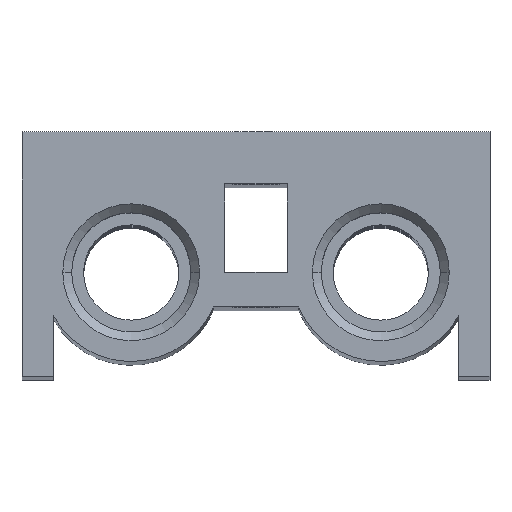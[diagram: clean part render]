
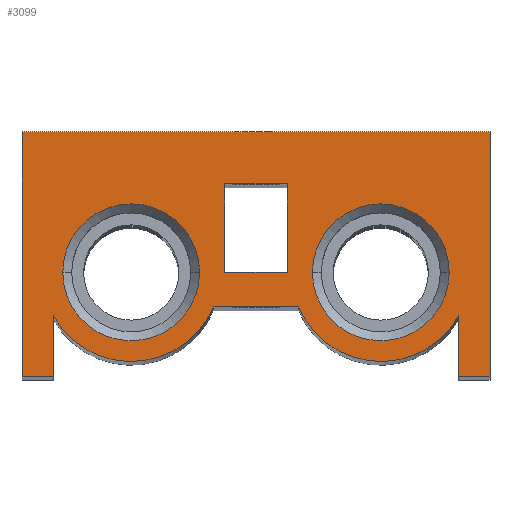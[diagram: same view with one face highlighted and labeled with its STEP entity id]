
A CAD part, top view. The second image highlights one B-rep face of the part: STEP entity #3099.
In plain terms, the highlighted planar face has unit normal (0, 0, 1).
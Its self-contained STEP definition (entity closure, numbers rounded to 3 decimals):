
#41 = LINE ( 'NONE', #4807, #5832 ) ;
#62 = VERTEX_POINT ( 'NONE', #2236 ) ;
#71 = EDGE_LOOP ( 'NONE', ( #5867, #4118 ) ) ;
#73 = CARTESIAN_POINT ( 'NONE',  ( -19.5, 0., 207. ) ) ;
#74 = DIRECTION ( 'NONE',  ( -1., 0., 0. ) ) ;
#89 = VERTEX_POINT ( 'NONE', #2307 ) ;
#109 = DIRECTION ( 'NONE',  ( 1., 0., 0. ) ) ;
#111 = CARTESIAN_POINT ( 'NONE',  ( 3., 10., 207. ) ) ;
#136 = CARTESIAN_POINT ( 'NONE',  ( -12., 10., 207. ) ) ;
#196 = ORIENTED_EDGE ( 'NONE', *, *, #6543, .T. ) ;
#298 = CIRCLE ( 'NONE', #3972, 8.579 ) ;
#372 = DIRECTION ( 'NONE',  ( -1., 0., 0. ) ) ;
#414 = VERTEX_POINT ( 'NONE', #2189 ) ;
#436 = CARTESIAN_POINT ( 'NONE',  ( -3., 10., 207. ) ) ;
#442 = CARTESIAN_POINT ( 'NONE',  ( 12., 10., 207. ) ) ;
#531 = CIRCLE ( 'NONE', #3313, 6.579 ) ;
#583 = ORIENTED_EDGE ( 'NONE', *, *, #2884, .T. ) ;
#646 = DIRECTION ( 'NONE',  ( 0., 0., -1. ) ) ;
#659 = LINE ( 'NONE', #1555, #2069 ) ;
#770 = CARTESIAN_POINT ( 'NONE',  ( 19.5, 5.836, 207. ) ) ;
#782 = EDGE_CURVE ( 'NONE', #2456, #3166, #1612, .T. ) ;
#783 = CARTESIAN_POINT ( 'NONE',  ( -12., 10., 207. ) ) ;
#829 = VERTEX_POINT ( 'NONE', #2349 ) ;
#844 = DIRECTION ( 'NONE',  ( 1., 0., 0. ) ) ;
#898 = LINE ( 'NONE', #927, #3411 ) ;
#906 = CIRCLE ( 'NONE', #2702, 6.579 ) ;
#927 = CARTESIAN_POINT ( 'NONE',  ( -3., 18.5, 207. ) ) ;
#940 = AXIS2_PLACEMENT_3D ( 'NONE', #3162, #646, #5331 ) ;
#1019 = CARTESIAN_POINT ( 'NONE',  ( 19.5, 5.836, 207. ) ) ;
#1069 = VERTEX_POINT ( 'NONE', #2238 ) ;
#1096 = DIRECTION ( 'NONE',  ( 0., 1., 0. ) ) ;
#1361 = FACE_OUTER_BOUND ( 'NONE', #4447, .T. ) ;
#1410 = EDGE_CURVE ( 'NONE', #3583, #2456, #659, .T. ) ;
#1419 = ORIENTED_EDGE ( 'NONE', *, *, #2106, .F. ) ;
#1531 = EDGE_CURVE ( 'NONE', #2476, #1943, #5638, .T. ) ;
#1549 = LINE ( 'NONE', #73, #3040 ) ;
#1555 = CARTESIAN_POINT ( 'NONE',  ( 22.5, 23.5, 207. ) ) ;
#1612 = LINE ( 'NONE', #2704, #4847 ) ;
#1628 = DIRECTION ( 'NONE',  ( 1., 0., 0. ) ) ;
#1661 = DIRECTION ( 'NONE',  ( 0., 1., 0. ) ) ;
#1727 = EDGE_CURVE ( 'NONE', #5214, #4055, #3797, .T. ) ;
#1789 = VERTEX_POINT ( 'NONE', #6447 ) ;
#1881 = LINE ( 'NONE', #1019, #5551 ) ;
#1943 = VERTEX_POINT ( 'NONE', #6751 ) ;
#1967 = VECTOR ( 'NONE', #1661, 1000. ) ;
#2069 = VECTOR ( 'NONE', #5957, 1000. ) ;
#2085 = DIRECTION ( 'NONE',  ( 0., -1., 0. ) ) ;
#2106 = EDGE_CURVE ( 'NONE', #4055, #414, #4326, .T. ) ;
#2142 = DIRECTION ( 'NONE',  ( 0., -1., 0. ) ) ;
#2168 = EDGE_LOOP ( 'NONE', ( #4122, #4048 ) ) ;
#2189 = CARTESIAN_POINT ( 'NONE',  ( -3., 18.5, 207. ) ) ;
#2202 = DIRECTION ( 'NONE',  ( 0., 0., 1. ) ) ;
#2215 = CARTESIAN_POINT ( 'NONE',  ( 19.5, 0., 207. ) ) ;
#2236 = CARTESIAN_POINT ( 'NONE',  ( -3., 10., 207. ) ) ;
#2238 = CARTESIAN_POINT ( 'NONE',  ( 22.5, 0., 207. ) ) ;
#2307 = CARTESIAN_POINT ( 'NONE',  ( -19.5, 0., 207. ) ) ;
#2315 = VERTEX_POINT ( 'NONE', #770 ) ;
#2349 = CARTESIAN_POINT ( 'NONE',  ( 18.579, 10., 207. ) ) ;
#2351 = FACE_BOUND ( 'NONE', #71, .T. ) ;
#2456 = VERTEX_POINT ( 'NONE', #4565 ) ;
#2476 = VERTEX_POINT ( 'NONE', #4123 ) ;
#2564 = CARTESIAN_POINT ( 'NONE',  ( 5.421, 10., 207. ) ) ;
#2671 = DIRECTION ( 'NONE',  ( 0., 1., 0. ) ) ;
#2697 = CARTESIAN_POINT ( 'NONE',  ( 4.096, 6.667, 207. ) ) ;
#2702 = AXIS2_PLACEMENT_3D ( 'NONE', #136, #5853, #74 ) ;
#2704 = CARTESIAN_POINT ( 'NONE',  ( -22.5, 23.5, 207. ) ) ;
#2860 = EDGE_CURVE ( 'NONE', #6667, #829, #531, .T. ) ;
#2884 = EDGE_CURVE ( 'NONE', #2315, #5780, #1881, .T. ) ;
#2952 = CARTESIAN_POINT ( 'NONE',  ( 12., 10., 207. ) ) ;
#2991 = AXIS2_PLACEMENT_3D ( 'NONE', #783, #6602, #3965 ) ;
#3001 = ORIENTED_EDGE ( 'NONE', *, *, #5010, .T. ) ;
#3034 = ORIENTED_EDGE ( 'NONE', *, *, #782, .T. ) ;
#3040 = VECTOR ( 'NONE', #1096, 1000. ) ;
#3060 = ORIENTED_EDGE ( 'NONE', *, *, #3140, .F. ) ;
#3072 = ORIENTED_EDGE ( 'NONE', *, *, #5086, .T. ) ;
#3099 = ADVANCED_FACE ( 'NONE', ( #2351, #6178, #3399, #1361 ), #5536, .T. ) ;
#3101 = DIRECTION ( 'NONE',  ( 0., 0., -1. ) ) ;
#3140 = EDGE_CURVE ( 'NONE', #62, #5214, #4137, .T. ) ;
#3162 = CARTESIAN_POINT ( 'NONE',  ( -12., 10., 207. ) ) ;
#3166 = VERTEX_POINT ( 'NONE', #5183 ) ;
#3238 = CARTESIAN_POINT ( 'NONE',  ( 19.5, 0., 207. ) ) ;
#3313 = AXIS2_PLACEMENT_3D ( 'NONE', #6168, #5161, #3617 ) ;
#3399 = FACE_BOUND ( 'NONE', #2168, .T. ) ;
#3411 = VECTOR ( 'NONE', #3559, 1000. ) ;
#3553 = EDGE_CURVE ( 'NONE', #414, #62, #898, .T. ) ;
#3559 = DIRECTION ( 'NONE',  ( 0., -1., 0. ) ) ;
#3583 = VERTEX_POINT ( 'NONE', #4815 ) ;
#3617 = DIRECTION ( 'NONE',  ( -1., 0., 0. ) ) ;
#3712 = AXIS2_PLACEMENT_3D ( 'NONE', #442, #3101, #372 ) ;
#3794 = CARTESIAN_POINT ( 'NONE',  ( 3., 18.5, 207. ) ) ;
#3797 = LINE ( 'NONE', #111, #1967 ) ;
#3909 = EDGE_CURVE ( 'NONE', #89, #2476, #1549, .T. ) ;
#3965 = DIRECTION ( 'NONE',  ( 1., 0., 0. ) ) ;
#3971 = CIRCLE ( 'NONE', #940, 6.579 ) ;
#3972 = AXIS2_PLACEMENT_3D ( 'NONE', #2952, #5534, #844 ) ;
#4048 = ORIENTED_EDGE ( 'NONE', *, *, #2860, .T. ) ;
#4055 = VERTEX_POINT ( 'NONE', #3794 ) ;
#4104 = VECTOR ( 'NONE', #6251, 1000. ) ;
#4118 = ORIENTED_EDGE ( 'NONE', *, *, #5394, .T. ) ;
#4122 = ORIENTED_EDGE ( 'NONE', *, *, #4233, .T. ) ;
#4123 = CARTESIAN_POINT ( 'NONE',  ( -19.5, 5.836, 207. ) ) ;
#4137 = LINE ( 'NONE', #436, #4104 ) ;
#4226 = LINE ( 'NONE', #5457, #6860 ) ;
#4233 = EDGE_CURVE ( 'NONE', #829, #6667, #5499, .T. ) ;
#4317 = ORIENTED_EDGE ( 'NONE', *, *, #1410, .T. ) ;
#4326 = LINE ( 'NONE', #4853, #4529 ) ;
#4375 = EDGE_CURVE ( 'NONE', #3166, #89, #5290, .T. ) ;
#4447 = EDGE_LOOP ( 'NONE', ( #3034, #4918, #6794, #6496, #3001, #196, #583, #3072, #6137, #4317 ) ) ;
#4529 = VECTOR ( 'NONE', #6455, 1000. ) ;
#4565 = CARTESIAN_POINT ( 'NONE',  ( -22.5, 23.5, 207. ) ) ;
#4804 = VERTEX_POINT ( 'NONE', #6063 ) ;
#4807 = CARTESIAN_POINT ( 'NONE',  ( -4.096, 6.667, 207. ) ) ;
#4815 = CARTESIAN_POINT ( 'NONE',  ( 22.5, 23.5, 207. ) ) ;
#4846 = CARTESIAN_POINT ( 'NONE',  ( -12., 10., 207. ) ) ;
#4847 = VECTOR ( 'NONE', #2142, 1000. ) ;
#4853 = CARTESIAN_POINT ( 'NONE',  ( 3., 18.5, 207. ) ) ;
#4865 = EDGE_LOOP ( 'NONE', ( #5573, #1419, #5829, #3060 ) ) ;
#4918 = ORIENTED_EDGE ( 'NONE', *, *, #4375, .T. ) ;
#5010 = EDGE_CURVE ( 'NONE', #1943, #6828, #41, .T. ) ;
#5040 = VECTOR ( 'NONE', #109, 1000. ) ;
#5049 = EDGE_CURVE ( 'NONE', #4804, #1789, #906, .T. ) ;
#5086 = EDGE_CURVE ( 'NONE', #5780, #1069, #5952, .T. ) ;
#5161 = DIRECTION ( 'NONE',  ( 0., 0., -1. ) ) ;
#5183 = CARTESIAN_POINT ( 'NONE',  ( -22.5, 0., 207. ) ) ;
#5214 = VERTEX_POINT ( 'NONE', #6123 ) ;
#5290 = LINE ( 'NONE', #6403, #6709 ) ;
#5308 = AXIS2_PLACEMENT_3D ( 'NONE', #4846, #2202, #5408 ) ;
#5331 = DIRECTION ( 'NONE',  ( -1., 0., 0. ) ) ;
#5394 = EDGE_CURVE ( 'NONE', #1789, #4804, #3971, .T. ) ;
#5408 = DIRECTION ( 'NONE',  ( 1., 0., 0. ) ) ;
#5457 = CARTESIAN_POINT ( 'NONE',  ( 22.5, 0., 207. ) ) ;
#5499 = CIRCLE ( 'NONE', #3712, 6.579 ) ;
#5534 = DIRECTION ( 'NONE',  ( 0., 0., 1. ) ) ;
#5536 = PLANE ( 'NONE',  #2991 ) ;
#5551 = VECTOR ( 'NONE', #2085, 1000. ) ;
#5573 = ORIENTED_EDGE ( 'NONE', *, *, #3553, .F. ) ;
#5638 = CIRCLE ( 'NONE', #5308, 8.579 ) ;
#5780 = VERTEX_POINT ( 'NONE', #2215 ) ;
#5829 = ORIENTED_EDGE ( 'NONE', *, *, #1727, .F. ) ;
#5832 = VECTOR ( 'NONE', #1628, 1000. ) ;
#5844 = DIRECTION ( 'NONE',  ( 1., 0., 0. ) ) ;
#5853 = DIRECTION ( 'NONE',  ( 0., 0., -1. ) ) ;
#5867 = ORIENTED_EDGE ( 'NONE', *, *, #5049, .T. ) ;
#5952 = LINE ( 'NONE', #3238, #5040 ) ;
#5957 = DIRECTION ( 'NONE',  ( -1., 0., 0. ) ) ;
#6063 = CARTESIAN_POINT ( 'NONE',  ( -5.421, 10., 207. ) ) ;
#6123 = CARTESIAN_POINT ( 'NONE',  ( 3., 10., 207. ) ) ;
#6137 = ORIENTED_EDGE ( 'NONE', *, *, #6783, .T. ) ;
#6168 = CARTESIAN_POINT ( 'NONE',  ( 12., 10., 207. ) ) ;
#6178 = FACE_BOUND ( 'NONE', #4865, .T. ) ;
#6251 = DIRECTION ( 'NONE',  ( 1., 0., 0. ) ) ;
#6403 = CARTESIAN_POINT ( 'NONE',  ( -22.5, 0., 207. ) ) ;
#6447 = CARTESIAN_POINT ( 'NONE',  ( -18.579, 10., 207. ) ) ;
#6455 = DIRECTION ( 'NONE',  ( -1., 0., 0. ) ) ;
#6496 = ORIENTED_EDGE ( 'NONE', *, *, #1531, .T. ) ;
#6543 = EDGE_CURVE ( 'NONE', #6828, #2315, #298, .T. ) ;
#6602 = DIRECTION ( 'NONE',  ( 0., 0., 1. ) ) ;
#6667 = VERTEX_POINT ( 'NONE', #2564 ) ;
#6709 = VECTOR ( 'NONE', #5844, 1000. ) ;
#6751 = CARTESIAN_POINT ( 'NONE',  ( -4.096, 6.667, 207. ) ) ;
#6783 = EDGE_CURVE ( 'NONE', #1069, #3583, #4226, .T. ) ;
#6794 = ORIENTED_EDGE ( 'NONE', *, *, #3909, .T. ) ;
#6828 = VERTEX_POINT ( 'NONE', #2697 ) ;
#6860 = VECTOR ( 'NONE', #2671, 1000. ) ;
